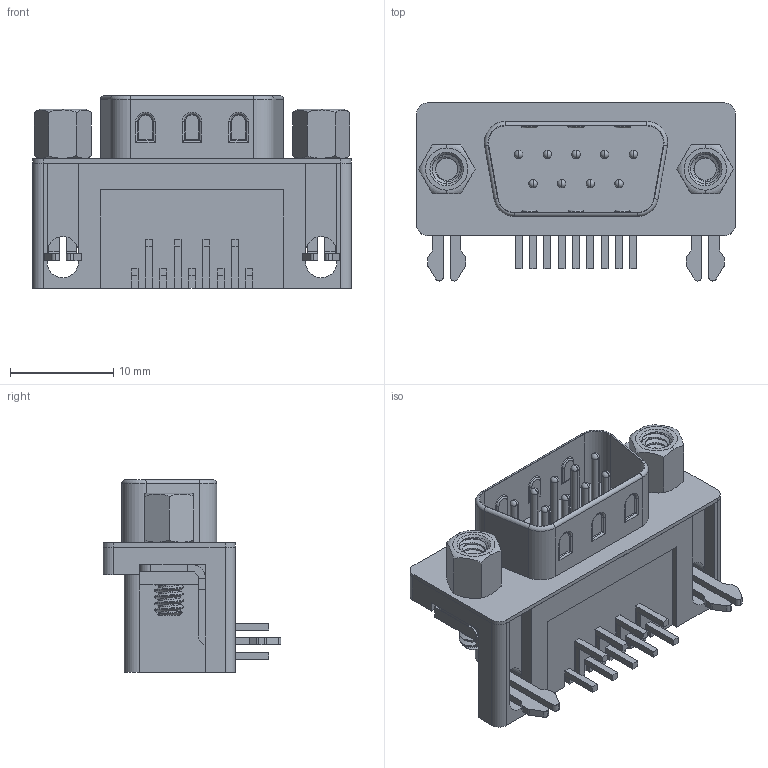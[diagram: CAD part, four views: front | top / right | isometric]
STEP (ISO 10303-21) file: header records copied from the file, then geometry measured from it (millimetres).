
FILE_DESCRIPTION (( 'STEP AP214' ), '1' );
FILE_NAME ('A-DS 09 A_KG-T2S.STEP', '2024-01-10T06:39:23', ( '' ), ( '' ), 'SwSTEP 2.0', 'SolidWorks 2021', '' );
FILE_SCHEMA (( 'AUTOMOTIVE_DESIGN' ));
Length unit declared in the file: millimetre
Products named in the file (2): A-DS 09 A_KG-T2S; A-DS 09 A_KG-T2S_A-DF 09 A_KG-T2S
Assembly tree (1 placements, depth 2):
  A-DS 09 A_KG-T2S
    A-DS 09 A_KG-T2S_A-DF 09 A_KG-T2S
Bounding box: 30.81 x 17.2 x 18.6 mm (x, y, z)
Volume: 3513.5 mm3; surface area: 4298.4 mm2
Topology: 26 solids, 26 shells, 575 faces, 1474 edges, 949 vertices
Faces by surface type: plane 253, cylinder 240, torus 36, bspline 20, sphere 18, cone 8
Entity records: 24889 total; most frequent: CARTESIAN_POINT 11302, ORIENTED_EDGE 2876, DIRECTION 2626, EDGE_CURVE 1438, VERTEX_POINT 931, AXIS2_PLACEMENT_3D 899, LINE 828, VECTOR 828
